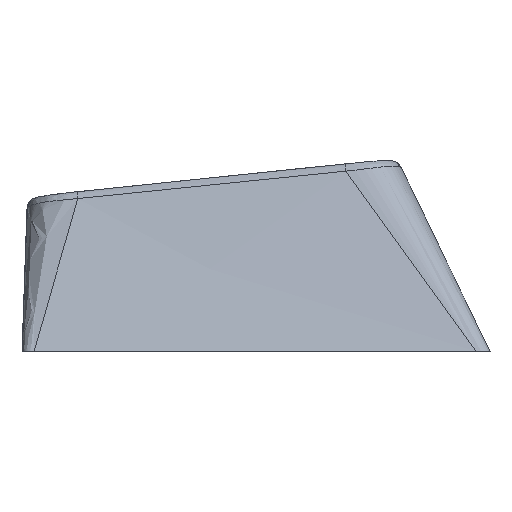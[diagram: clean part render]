
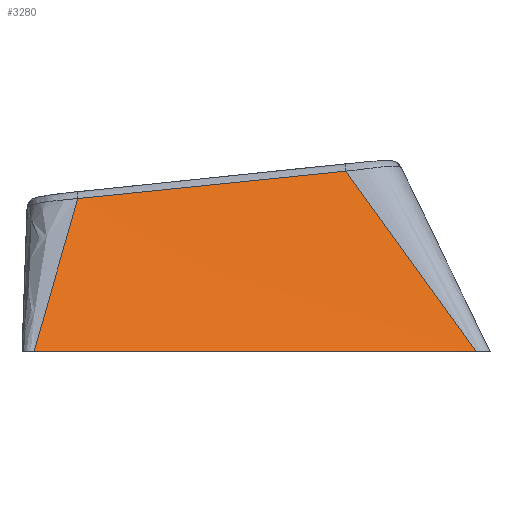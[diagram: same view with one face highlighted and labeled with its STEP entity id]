
A CAD part, left-side view. The second image highlights one B-rep face of the part: STEP entity #3280.
In plain terms, the highlighted free-form (B-spline) face has degree [3, 1] with [4, 2] control points.
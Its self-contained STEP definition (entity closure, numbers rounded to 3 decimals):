
#384=LINE('',#6911,#755);
#755=VECTOR('',#4275,10.);
#1108=FACE_OUTER_BOUND('',#1299,.T.);
#1299=EDGE_LOOP('',(#3042,#3043,#3044,#3045));
#1391=B_SPLINE_CURVE_WITH_KNOTS('',3,(#6699,#6700,#6701,#6702),
 .UNSPECIFIED.,.F.,.F.,(4,4),(-0.115,10.317),.UNSPECIFIED.);
#1395=B_SPLINE_CURVE_WITH_KNOTS('',3,(#6816,#6817,#6818,#6819,#6820,#6821,
#6822,#6823,#6824,#6825,#6826,#6827,#6828,#6829,#6830,#6831,#6832,#6833,
#6834,#6835,#6836,#6837),.UNSPECIFIED.,.F.,.F.,(4,3,3,3,3,3,3,4),(0.016,
0.268,1.499,2.748,4.03,5.336,
6.687,7.027),.UNSPECIFIED.);
#1396=B_SPLINE_CURVE_WITH_KNOTS('',3,(#6887,#6888,#6889,#6890),
 .UNSPECIFIED.,.F.,.F.,(4,4),(0.224,9.447),
 .UNSPECIFIED.);
#1672=VERTEX_POINT('',#6359);
#1676=VERTEX_POINT('',#6590);
#1678=VERTEX_POINT('',#6803);
#1679=VERTEX_POINT('',#6886);
#2133=EDGE_CURVE('',#1676,#1672,#1391,.F.);
#2137=EDGE_CURVE('',#1672,#1678,#1395,.F.);
#2138=EDGE_CURVE('',#1679,#1676,#1396,.T.);
#2140=EDGE_CURVE('',#1679,#1678,#384,.T.);
#3042=ORIENTED_EDGE('',*,*,#2137,.T.);
#3043=ORIENTED_EDGE('',*,*,#2140,.F.);
#3044=ORIENTED_EDGE('',*,*,#2138,.T.);
#3045=ORIENTED_EDGE('',*,*,#2133,.T.);
#3096=B_SPLINE_SURFACE_WITH_KNOTS('',3,1,((#6903,#6904),(#6905,#6906),(#6907,
#6908),(#6909,#6910)),.UNSPECIFIED.,.F.,.F.,.F.,(4,4),(2,2),(0.,8.845),
(-54.3,-36.2),.UNSPECIFIED.);
#3280=ADVANCED_FACE('',(#1108),#3096,.F.);
#4275=DIRECTION('',(0.,1.,0.));
#6359=CARTESIAN_POINT('',(-16.289,-114.393,5.916));
#6590=CARTESIAN_POINT('',(-16.271,-124.77,6.978));
#6699=CARTESIAN_POINT('Ctrl Pts',(-16.289,-114.393,5.916));
#6700=CARTESIAN_POINT('Ctrl Pts',(-16.282,-117.852,6.269));
#6701=CARTESIAN_POINT('Ctrl Pts',(-16.276,-121.311,6.623));
#6702=CARTESIAN_POINT('Ctrl Pts',(-16.271,-124.77,6.978));
#6803=CARTESIAN_POINT('',(-19.175,-112.702,0.));
#6816=CARTESIAN_POINT('Ctrl Pts',(-19.175,-112.702,0.));
#6817=CARTESIAN_POINT('Ctrl Pts',(-19.14,-112.722,0.071));
#6818=CARTESIAN_POINT('Ctrl Pts',(-19.104,-112.742,0.142));
#6819=CARTESIAN_POINT('Ctrl Pts',(-19.069,-112.763,0.213));
#6820=CARTESIAN_POINT('Ctrl Pts',(-18.895,-112.862,0.559));
#6821=CARTESIAN_POINT('Ctrl Pts',(-18.723,-112.961,0.906));
#6822=CARTESIAN_POINT('Ctrl Pts',(-18.551,-113.06,1.252));
#6823=CARTESIAN_POINT('Ctrl Pts',(-18.377,-113.161,1.603));
#6824=CARTESIAN_POINT('Ctrl Pts',(-18.203,-113.261,1.955));
#6825=CARTESIAN_POINT('Ctrl Pts',(-18.03,-113.362,2.306));
#6826=CARTESIAN_POINT('Ctrl Pts',(-17.853,-113.465,2.667));
#6827=CARTESIAN_POINT('Ctrl Pts',(-17.676,-113.568,3.028));
#6828=CARTESIAN_POINT('Ctrl Pts',(-17.501,-113.671,3.388));
#6829=CARTESIAN_POINT('Ctrl Pts',(-17.322,-113.776,3.756));
#6830=CARTESIAN_POINT('Ctrl Pts',(-17.144,-113.881,4.123));
#6831=CARTESIAN_POINT('Ctrl Pts',(-16.968,-113.986,4.49));
#6832=CARTESIAN_POINT('Ctrl Pts',(-16.785,-114.095,4.87));
#6833=CARTESIAN_POINT('Ctrl Pts',(-16.604,-114.203,5.25));
#6834=CARTESIAN_POINT('Ctrl Pts',(-16.424,-114.311,5.63));
#6835=CARTESIAN_POINT('Ctrl Pts',(-16.379,-114.339,5.725));
#6836=CARTESIAN_POINT('Ctrl Pts',(-16.334,-114.366,5.821));
#6837=CARTESIAN_POINT('Ctrl Pts',(-16.289,-114.393,5.916));
#6886=CARTESIAN_POINT('',(-19.175,-129.815,0.));
#6887=CARTESIAN_POINT('Ctrl Pts',(-19.175,-129.815,0.));
#6888=CARTESIAN_POINT('Ctrl Pts',(-18.229,-128.137,2.326));
#6889=CARTESIAN_POINT('Ctrl Pts',(-17.267,-126.456,4.65));
#6890=CARTESIAN_POINT('Ctrl Pts',(-16.271,-124.77,6.978));
#6903=CARTESIAN_POINT('Ctrl Pts',(-16.15,-126.731,7.484));
#6904=CARTESIAN_POINT('Ctrl Pts',(-16.15,-112.458,6.));
#6905=CARTESIAN_POINT('Ctrl Pts',(-17.159,-127.937,4.989));
#6906=CARTESIAN_POINT('Ctrl Pts',(-17.159,-112.388,4.));
#6907=CARTESIAN_POINT('Ctrl Pts',(-18.167,-129.142,2.495));
#6908=CARTESIAN_POINT('Ctrl Pts',(-18.167,-112.318,2.));
#6909=CARTESIAN_POINT('Ctrl Pts',(-19.175,-130.348,0.));
#6910=CARTESIAN_POINT('Ctrl Pts',(-19.175,-112.248,0.));
#6911=CARTESIAN_POINT('',(-19.175,-129.815,0.));
